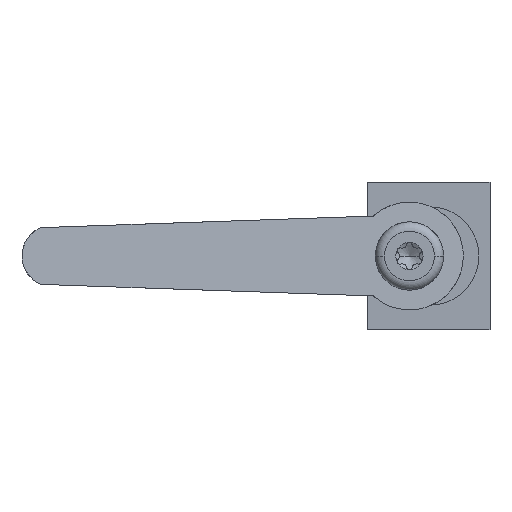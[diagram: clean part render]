
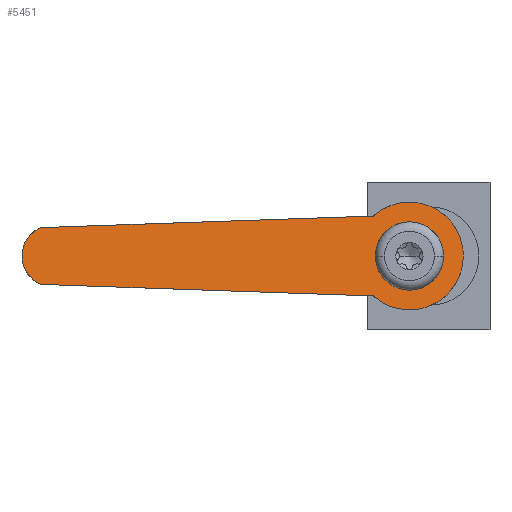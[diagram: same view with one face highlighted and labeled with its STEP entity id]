
A CAD part, left-side view. The second image highlights one B-rep face of the part: STEP entity #5451.
In plain terms, the highlighted planar face has unit normal (-0.966, -0.259, 0).
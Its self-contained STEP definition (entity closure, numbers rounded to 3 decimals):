
#725=CARTESIAN_POINT('',(-44.679,73.035,-16.612));
#726=CARTESIAN_POINT('',(-44.801,73.493,-16.419));
#727=CARTESIAN_POINT('',(-44.964,74.098,-16.035));
#728=CARTESIAN_POINT('',(-45.136,74.742,-15.459));
#729=CARTESIAN_POINT('',(-45.261,75.207,-14.882));
#730=CARTESIAN_POINT('',(-45.384,75.669,-14.114));
#731=CARTESIAN_POINT('',(-45.477,76.013,-13.153));
#732=CARTESIAN_POINT('',(-45.512,76.145,-12.));
#733=CARTESIAN_POINT('',(-45.477,76.013,-10.847));
#734=CARTESIAN_POINT('',(-45.384,75.669,-9.886));
#735=CARTESIAN_POINT('',(-45.261,75.207,-9.118));
#736=CARTESIAN_POINT('',(-45.136,74.742,-8.541));
#737=CARTESIAN_POINT('',(-44.964,74.098,-7.965));
#738=CARTESIAN_POINT('',(-44.801,73.493,-7.581));
#739=CARTESIAN_POINT('',(-44.679,73.035,-7.388));
#741=DIRECTION('',(0.259,-0.965,0.034));
#742=VECTOR('',#741,56.017);
#743=CARTESIAN_POINT('',(-44.679,73.035,-7.388));
#744=LINE('',#743,#742);
#745=CARTESIAN_POINT('',(-30.189,18.958,-5.5));
#746=CARTESIAN_POINT('',(-30.108,18.656,-5.228));
#747=CARTESIAN_POINT('',(-29.96,18.105,-4.802));
#748=CARTESIAN_POINT('',(-29.693,17.106,-4.186));
#749=CARTESIAN_POINT('',(-29.392,15.984,-3.703));
#750=CARTESIAN_POINT('',(-29.061,14.75,-3.378));
#751=CARTESIAN_POINT('',(-28.65,13.213,-3.195));
#752=CARTESIAN_POINT('',(-28.178,11.452,-3.327));
#753=CARTESIAN_POINT('',(-27.663,9.533,-3.928));
#754=CARTESIAN_POINT('',(-27.198,7.796,-4.942));
#755=CARTESIAN_POINT('',(-26.854,6.511,-6.158));
#756=CARTESIAN_POINT('',(-26.613,5.611,-7.421));
#757=CARTESIAN_POINT('',(-26.454,5.019,-8.556));
#758=CARTESIAN_POINT('',(-26.347,4.62,-9.719));
#759=CARTESIAN_POINT('',(-26.289,4.404,-10.883));
#760=CARTESIAN_POINT('',(-26.275,4.35,-11.586));
#761=CARTESIAN_POINT('',(-26.275,4.35,-12.));
#763=CARTESIAN_POINT('',(-26.275,4.35,-12.));
#764=CARTESIAN_POINT('',(-26.275,4.35,-12.414));
#765=CARTESIAN_POINT('',(-26.289,4.404,-13.117));
#766=CARTESIAN_POINT('',(-26.347,4.62,-14.281));
#767=CARTESIAN_POINT('',(-26.454,5.019,-15.444));
#768=CARTESIAN_POINT('',(-26.613,5.611,-16.579));
#769=CARTESIAN_POINT('',(-26.854,6.511,-17.842));
#770=CARTESIAN_POINT('',(-27.198,7.796,-19.058));
#771=CARTESIAN_POINT('',(-27.663,9.533,-20.072));
#772=CARTESIAN_POINT('',(-28.178,11.452,-20.673));
#773=CARTESIAN_POINT('',(-28.65,13.213,-20.805));
#774=CARTESIAN_POINT('',(-29.061,14.75,-20.622));
#775=CARTESIAN_POINT('',(-29.392,15.984,-20.297));
#776=CARTESIAN_POINT('',(-29.693,17.106,-19.814));
#777=CARTESIAN_POINT('',(-29.96,18.105,-19.198));
#778=CARTESIAN_POINT('',(-30.108,18.656,-18.772));
#779=CARTESIAN_POINT('',(-30.189,18.958,-18.5));
#781=CARTESIAN_POINT('',(-30.,18.253,-14.061));
#782=CARTESIAN_POINT('',(-29.955,18.085,-14.482));
#783=CARTESIAN_POINT('',(-29.828,17.61,-15.374));
#784=CARTESIAN_POINT('',(-29.479,16.31,-16.67));
#785=CARTESIAN_POINT('',(-28.957,14.36,-17.559));
#786=CARTESIAN_POINT('',(-28.33,12.02,-17.611));
#787=CARTESIAN_POINT('',(-27.753,9.866,-16.694));
#788=CARTESIAN_POINT('',(-27.356,8.386,-15.144));
#789=CARTESIAN_POINT('',(-27.194,7.781,-13.742));
#790=CARTESIAN_POINT('',(-27.14,7.578,-12.702));
#791=CARTESIAN_POINT('',(-27.128,7.536,-12.));
#792=CARTESIAN_POINT('',(-27.14,7.578,-11.298));
#793=CARTESIAN_POINT('',(-27.194,7.781,-10.258));
#794=CARTESIAN_POINT('',(-27.356,8.386,-8.856));
#795=CARTESIAN_POINT('',(-27.753,9.866,-7.306));
#796=CARTESIAN_POINT('',(-28.33,12.02,-6.389));
#797=CARTESIAN_POINT('',(-28.957,14.36,-6.441));
#798=CARTESIAN_POINT('',(-29.479,16.31,-7.33));
#799=CARTESIAN_POINT('',(-29.828,17.61,-8.626));
#800=CARTESIAN_POINT('',(-29.955,18.085,-9.518));
#801=CARTESIAN_POINT('',(-30.,18.253,-9.939));
#803=CARTESIAN_POINT('',(-30.,18.253,-9.939));
#804=CARTESIAN_POINT('',(-30.023,18.339,-10.153));
#805=CARTESIAN_POINT('',(-30.061,18.483,-10.592));
#806=CARTESIAN_POINT('',(-30.097,18.617,-11.291));
#807=CARTESIAN_POINT('',(-30.105,18.646,-11.761));
#808=CARTESIAN_POINT('',(-30.105,18.646,-12.));
#810=CARTESIAN_POINT('',(-30.105,18.646,-12.));
#811=CARTESIAN_POINT('',(-30.105,18.646,-12.239));
#812=CARTESIAN_POINT('',(-30.097,18.617,-12.71));
#813=CARTESIAN_POINT('',(-30.061,18.482,-13.409));
#814=CARTESIAN_POINT('',(-30.023,18.339,-13.847));
#815=CARTESIAN_POINT('',(-30.,18.253,-14.061));
#817=DIRECTION('',(0.259,-0.965,-0.034));
#818=VECTOR('',#817,56.017);
#819=CARTESIAN_POINT('',(-44.679,73.035,-16.612));
#820=LINE('',#819,#818);
#3531=CARTESIAN_POINT('',(-44.679,73.035,
-16.612));
#3532=CARTESIAN_POINT('',(-30.189,18.958,-18.5));
#3533=VERTEX_POINT('',#3531);
#3534=VERTEX_POINT('',#3532);
#3541=VERTEX_POINT('',#763);
#3542=VERTEX_POINT('',#745);
#3543=CARTESIAN_POINT('',(-44.679,73.035,
-7.388));
#3544=VERTEX_POINT('',#3543);
#3545=VERTEX_POINT('',#781);
#3546=VERTEX_POINT('',#801);
#3547=VERTEX_POINT('',#810);
#5427=CARTESIAN_POINT('',(-35.887,40.226,
-12.));
#5428=DIRECTION('',(0.966,0.259,0.));
#5429=DIRECTION('',(-0.259,0.966,0.));
#5430=AXIS2_PLACEMENT_3D('',#5427,#5428,#5429);
#5431=PLANE('',#5430);
#5433=ORIENTED_EDGE('',*,*,#5432,.F.);
#5435=ORIENTED_EDGE('',*,*,#5434,.T.);
#5437=ORIENTED_EDGE('',*,*,#5436,.T.);
#5439=ORIENTED_EDGE('',*,*,#5438,.T.);
#5440=ORIENTED_EDGE('',*,*,#5413,.T.);
#5441=EDGE_LOOP('',(#5433,#5435,#5437,#5439,#5440));
#5442=FACE_OUTER_BOUND('',#5441,.F.);
#5444=ORIENTED_EDGE('',*,*,#5443,.T.);
#5446=ORIENTED_EDGE('',*,*,#5445,.T.);
#5448=ORIENTED_EDGE('',*,*,#5447,.T.);
#5449=EDGE_LOOP('',(#5444,#5446,#5448));
#5450=FACE_BOUND('',#5449,.F.);
#5451=ADVANCED_FACE('',(#5442,#5450),#5431,.F.);
#740=B_SPLINE_CURVE_WITH_KNOTS('',3,(#725,#726,#727,#728,#729,#730,#731,#732,
#733,#734,#735,#736,#737,#738,#739),.UNSPECIFIED.,.F.,.F.,(4,1,1,1,1,1,1,1,1,1,
1,1,4),(0.,0.063,0.125,0.188,0.25,0.375,0.5,0.625,0.75,
0.813,0.875,0.938,1.),.UNSPECIFIED.);
#762=B_SPLINE_CURVE_WITH_KNOTS('',3,(#745,#746,#747,#748,#749,#750,#751,#752,
#753,#754,#755,#756,#757,#758,#759,#760,#761),.UNSPECIFIED.,.F.,.F.,(4,1,1,1,1,
1,1,1,1,1,1,1,1,1,4),(0.,0.031,0.063,0.125,0.188,0.25,0.375,
0.5,0.625,0.75,0.813,0.875,0.938,0.969,1.),.UNSPECIFIED.);
#780=B_SPLINE_CURVE_WITH_KNOTS('',3,(#763,#764,#765,#766,#767,#768,#769,#770,
#771,#772,#773,#774,#775,#776,#777,#778,#779),.UNSPECIFIED.,.F.,.F.,(4,1,1,1,1,
1,1,1,1,1,1,1,1,1,4),(0.,0.031,0.063,0.125,0.188,0.25,0.375,
0.5,0.625,0.75,0.813,0.875,0.938,0.969,1.),.UNSPECIFIED.);
#802=B_SPLINE_CURVE_WITH_KNOTS('',3,(#781,#782,#783,#784,#785,#786,#787,#788,
#789,#790,#791,#792,#793,#794,#795,#796,#797,#798,#799,#800,#801),.UNSPECIFIED.,
.F.,.F.,(4,1,1,1,1,1,1,1,1,1,1,1,1,1,1,1,1,1,4),(0.,0.063,0.125,0.188,
0.25,0.313,0.375,0.438,0.469,0.5,0.531,0.563,0.625,
0.688,0.75,0.813,0.875,0.938,1.),.UNSPECIFIED.);
#809=B_SPLINE_CURVE_WITH_KNOTS('',3,(#803,#804,#805,#806,#807,#808),
.UNSPECIFIED.,.F.,.F.,(4,1,1,4),(0.,0.333,0.667,1.),
.UNSPECIFIED.);
#816=B_SPLINE_CURVE_WITH_KNOTS('',3,(#810,#811,#812,#813,#814,#815),
.UNSPECIFIED.,.F.,.F.,(4,1,1,4),(0.,0.333,0.667,1.),
.UNSPECIFIED.);
#5413=EDGE_CURVE('',#3541,#3534,#780,.T.);
#5432=EDGE_CURVE('',#3533,#3534,#820,.T.);
#5434=EDGE_CURVE('',#3533,#3544,#740,.T.);
#5436=EDGE_CURVE('',#3544,#3542,#744,.T.);
#5438=EDGE_CURVE('',#3542,#3541,#762,.T.);
#5443=EDGE_CURVE('',#3545,#3546,#802,.T.);
#5445=EDGE_CURVE('',#3546,#3547,#809,.T.);
#5447=EDGE_CURVE('',#3547,#3545,#816,.T.);
